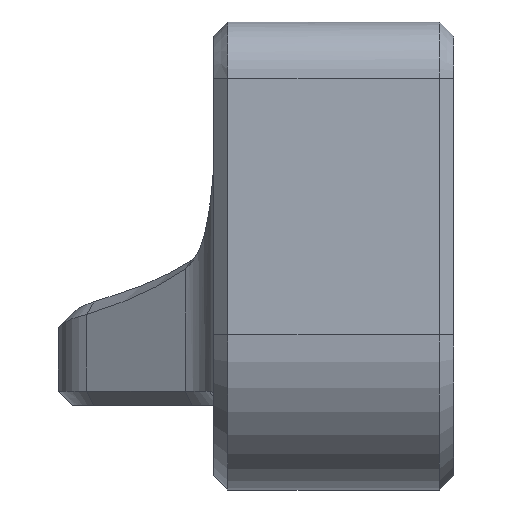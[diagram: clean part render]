
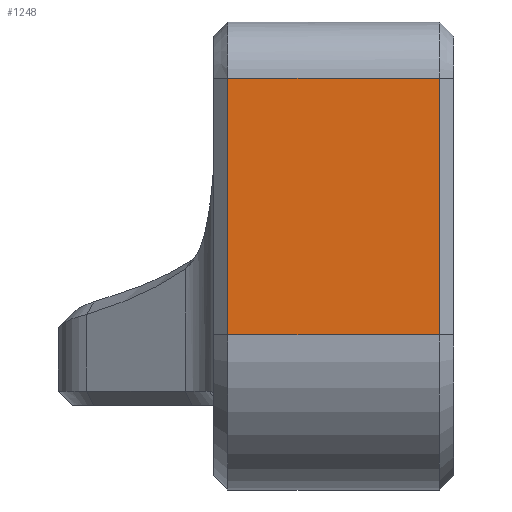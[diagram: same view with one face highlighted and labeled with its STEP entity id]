
A CAD part, left-side view. The second image highlights one B-rep face of the part: STEP entity #1248.
In plain terms, the highlighted planar face has unit normal (-1, 0, 0).
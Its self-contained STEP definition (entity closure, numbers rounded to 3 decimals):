
#5 = FACE_OUTER_BOUND ( 'NONE', #1861, .T. ) ;
#107 = EDGE_CURVE ( 'NONE', #1010, #1259, #193, .T. ) ;
#193 = LINE ( 'NONE', #1114, #1804 ) ;
#196 = DIRECTION ( 'NONE',  ( 0., 0., -1. ) ) ;
#259 = ORIENTED_EDGE ( 'NONE', *, *, #1371, .T. ) ;
#352 = VECTOR ( 'NONE', #1320, 1000. ) ;
#396 = LINE ( 'NONE', #890, #481 ) ;
#417 = LINE ( 'NONE', #1590, #799 ) ;
#430 = CARTESIAN_POINT ( 'NONE',  ( -6., 0.5, 7.081 ) ) ;
#451 = VERTEX_POINT ( 'NONE', #1874 ) ;
#464 = LINE ( 'NONE', #1809, #352 ) ;
#481 = VECTOR ( 'NONE', #1049, 1000. ) ;
#513 = CARTESIAN_POINT ( 'NONE',  ( -6., 14., -2. ) ) ;
#583 = ORIENTED_EDGE ( 'NONE', *, *, #1087, .T. ) ;
#751 = DIRECTION ( 'NONE',  ( 0., 0., -1. ) ) ;
#798 = DIRECTION ( 'NONE',  ( 0., 1., 0. ) ) ;
#799 = VECTOR ( 'NONE', #751, 1000. ) ;
#851 = DIRECTION ( 'NONE',  ( 1., 0., 0. ) ) ;
#868 = VERTEX_POINT ( 'NONE', #1575 ) ;
#890 = CARTESIAN_POINT ( 'NONE',  ( -6., 14., -2. ) ) ;
#1010 = VERTEX_POINT ( 'NONE', #430 ) ;
#1049 = DIRECTION ( 'NONE',  ( 0., -1., 0. ) ) ;
#1087 = EDGE_CURVE ( 'NONE', #451, #1010, #464, .T. ) ;
#1114 = CARTESIAN_POINT ( 'NONE',  ( -6., 14., 7.081 ) ) ;
#1248 = ADVANCED_FACE ( 'NONE', ( #5 ), #1662, .F. ) ;
#1259 = VERTEX_POINT ( 'NONE', #1463 ) ;
#1320 = DIRECTION ( 'NONE',  ( 0., 0., 1. ) ) ;
#1371 = EDGE_CURVE ( 'NONE', #868, #451, #396, .T. ) ;
#1463 = CARTESIAN_POINT ( 'NONE',  ( -6., 8., 7.081 ) ) ;
#1575 = CARTESIAN_POINT ( 'NONE',  ( -6., 8., -2. ) ) ;
#1590 = CARTESIAN_POINT ( 'NONE',  ( -6., 8., -2. ) ) ;
#1654 = ORIENTED_EDGE ( 'NONE', *, *, #1746, .T. ) ;
#1662 = PLANE ( 'NONE',  #1778 ) ;
#1746 = EDGE_CURVE ( 'NONE', #1259, #868, #417, .T. ) ;
#1778 = AXIS2_PLACEMENT_3D ( 'NONE', #513, #851, #196 ) ;
#1804 = VECTOR ( 'NONE', #798, 1000. ) ;
#1809 = CARTESIAN_POINT ( 'NONE',  ( -6., 0.5, 7.081 ) ) ;
#1861 = EDGE_LOOP ( 'NONE', ( #2061, #1654, #259, #583 ) ) ;
#1874 = CARTESIAN_POINT ( 'NONE',  ( -6., 0.5, -2. ) ) ;
#2061 = ORIENTED_EDGE ( 'NONE', *, *, #107, .T. ) ;
